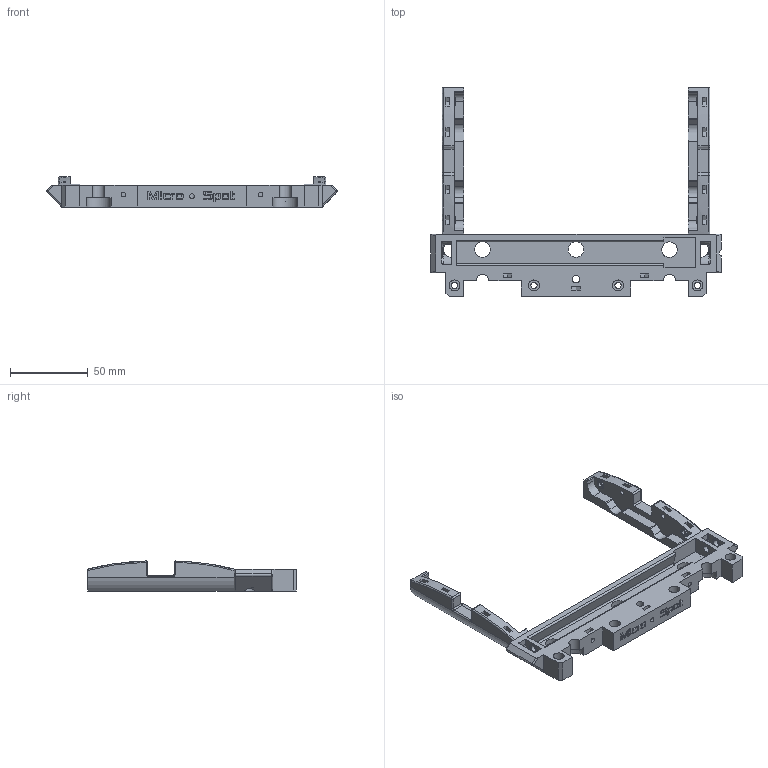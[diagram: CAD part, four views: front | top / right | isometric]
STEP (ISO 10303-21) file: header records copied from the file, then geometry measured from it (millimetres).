
FILE_DESCRIPTION(('FreeCAD Model'),'2;1');
FILE_NAME('UpperPhoneCarriage.step','2017-01-31T13:12:50',('Author'),( ''),'Open CASCADE STEP processor 6.8','FreeCAD','Unknown');
FILE_SCHEMA(('AUTOMOTIVE_DESIGN_CC2 { 1 2 10303 214 -1 1 5 4 }'));
Length unit declared in the file: millimetre
Products named in the file (2): ASSEMBLY; UpperPhoneCarriage
Assembly tree (1 placements, depth 2):
  ASSEMBLY
    UpperPhoneCarriage
Bounding box: 186.66 x 134 x 19.31 mm (x, y, z)
Volume: 79681.3 mm3; surface area: 37902.6 mm2
Topology: 1 solids, 1 shells, 501 faces, 1348 edges, 890 vertices
Faces by surface type: plane 330, cylinder 97, extrusion 40, bspline 16, cone 8, torus 6, sphere 4
Full cylindrical faces by diameter (mm): 3 x4, 4 x4, 4.8 x1, 7 x4, 10 x5
Entity records: 46765 total; most frequent: CARTESIAN_POINT 20723, DIRECTION 4457, VECTOR 3005, LINE 2965, ORIENTED_EDGE 2688, PCURVE 2688, DEFINITIONAL_REPRESENTATION 2688, EDGE_CURVE 1344
